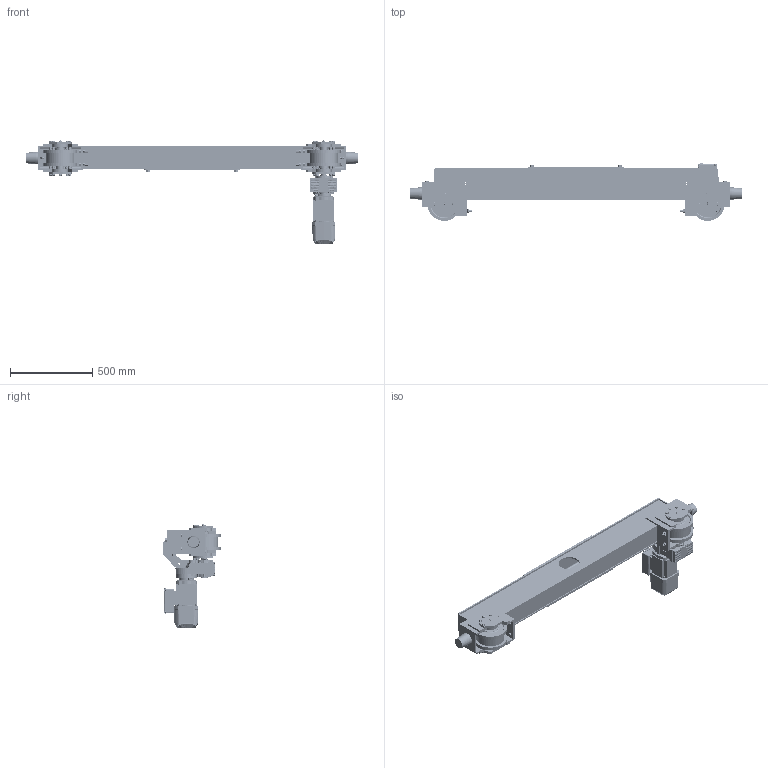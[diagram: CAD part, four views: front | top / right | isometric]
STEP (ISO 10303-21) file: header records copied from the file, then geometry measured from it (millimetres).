
FILE_DESCRIPTION(('FreeCAD Model'),'2;1');
FILE_NAME('Open CASCADE Shape Model','2025-05-07T19:04:54',('FreeCAD'),( 'FreeCAD'),'Open CASCADE STEP processor 7.6','FreeCAD','Unknown');
FILE_SCHEMA(('AUTOMOTIVE_DESIGN { 1 0 10303 214 1 1 1 1 }'));
Products named in the file (1): Open CASCADE STEP translator 7.6 1
Bounding box: 2018.55 x 350.45 x 628.08 mm (x, y, z)
Volume: 30648786.6 mm3; surface area: 4941279.3 mm2
Topology: 165 solids, 168 shells, 5980 faces, 14321 edges, 9037 vertices
Faces by surface type: bspline 5980
Entity records: 309838 total; most frequent: CARTESIAN_POINT 228107, ORIENTED_EDGE 28578, EDGE_CURVE 14289, VERTEX_POINT 9037, B_SPLINE_CURVE_WITH_KNOTS 7829, FACE_BOUND 6792, EDGE_LOOP 6792, ADVANCED_FACE 5980
